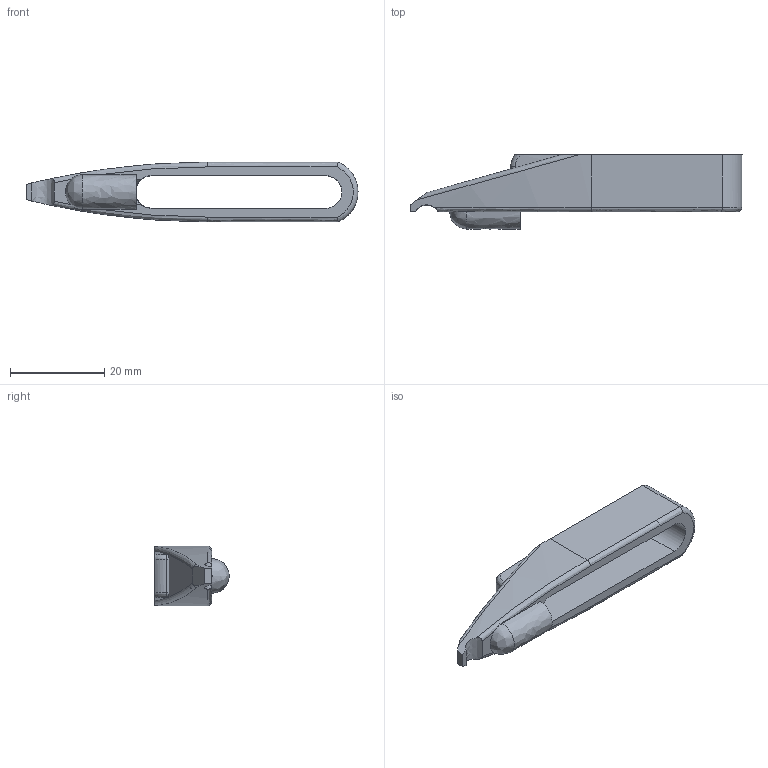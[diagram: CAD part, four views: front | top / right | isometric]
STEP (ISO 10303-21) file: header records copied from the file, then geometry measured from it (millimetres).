
FILE_DESCRIPTION (( 'STEP AP203' ), '1' );
FILE_NAME ('eyebar_w_fiducial_xs.STEP', '2023-10-27T13:55:14', ( 'Neurobiology' ), ( '' ), 'SwSTEP 2.0', 'SolidWorks 2021', '' );
FILE_SCHEMA (( 'CONFIG_CONTROL_DESIGN' ));
Length unit declared in the file: millimetre
Products named in the file (1): eyebar_w_fiducial_xs
Bounding box: 70.52 x 15.76 x 12.66 mm (x, y, z)
Volume: 4775.9 mm3; surface area: 3806.7 mm2
Topology: 1 solids, 1 shells, 49 faces, 126 edges, 80 vertices
Faces by surface type: bspline 49
Entity records: 2688 total; most frequent: CARTESIAN_POINT 1886, ORIENTED_EDGE 252, EDGE_CURVE 126, B_SPLINE_CURVE_WITH_KNOTS 88, VERTEX_POINT 80, EDGE_LOOP 52, FACE_OUTER_BOUND 49, ADVANCED_FACE 49
